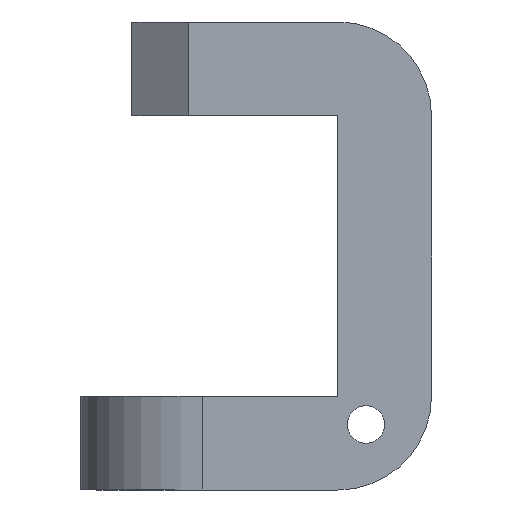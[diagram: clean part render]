
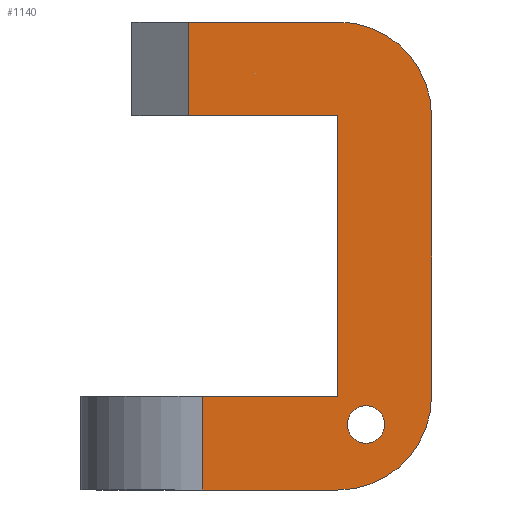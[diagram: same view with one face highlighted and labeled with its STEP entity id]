
A CAD part, left-side view. The second image highlights one B-rep face of the part: STEP entity #1140.
In plain terms, the highlighted planar face has unit normal (-1, 0, 0).
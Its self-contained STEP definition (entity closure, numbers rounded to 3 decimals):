
#53=FACE_BOUND('',#164,.T.);
#54=FACE_BOUND('',#165,.T.);
#164=EDGE_LOOP('',(#1011));
#165=EDGE_LOOP('',(#1012,#1013,#1014,#1015,#1016,#1017,#1018,#1019,#1020,
#1021));
#192=CIRCLE('',#1179,4.);
#204=CIRCLE('',#1200,20.);
#214=CIRCLE('',#1220,20.);
#240=LINE('',#1636,#355);
#259=LINE('',#1689,#374);
#320=LINE('',#1881,#435);
#326=LINE('',#1894,#441);
#327=LINE('',#1896,#442);
#328=LINE('',#1898,#443);
#329=LINE('',#1900,#444);
#330=LINE('',#1901,#445);
#355=VECTOR('',#1297,29.);
#374=VECTOR('',#1338,60.);
#435=VECTOR('',#1547,32.);
#441=VECTOR('',#1557,20.);
#442=VECTOR('',#1558,32.);
#443=VECTOR('',#1559,60.);
#444=VECTOR('',#1560,29.);
#445=VECTOR('',#1561,20.);
#474=VERTEX_POINT('',#1633);
#475=VERTEX_POINT('',#1635);
#497=VERTEX_POINT('',#1686);
#498=VERTEX_POINT('',#1688);
#503=VERTEX_POINT('',#1703);
#535=VERTEX_POINT('',#1805);
#555=VERTEX_POINT('',#1879);
#560=VERTEX_POINT('',#1893);
#561=VERTEX_POINT('',#1895);
#562=VERTEX_POINT('',#1897);
#563=VERTEX_POINT('',#1899);
#589=EDGE_CURVE('',#474,#475,#240,.T.);
#616=EDGE_CURVE('',#497,#498,#259,.T.);
#623=EDGE_CURVE('',#503,#503,#192,.T.);
#649=EDGE_CURVE('',#498,#474,#204,.T.);
#675=EDGE_CURVE('',#535,#497,#214,.T.);
#711=EDGE_CURVE('',#555,#535,#320,.T.);
#717=EDGE_CURVE('',#560,#555,#326,.T.);
#718=EDGE_CURVE('',#561,#560,#327,.T.);
#719=EDGE_CURVE('',#562,#561,#328,.T.);
#720=EDGE_CURVE('',#563,#562,#329,.T.);
#721=EDGE_CURVE('',#475,#563,#330,.T.);
#1011=ORIENTED_EDGE('',*,*,#623,.T.);
#1012=ORIENTED_EDGE('',*,*,#649,.F.);
#1013=ORIENTED_EDGE('',*,*,#616,.F.);
#1014=ORIENTED_EDGE('',*,*,#675,.F.);
#1015=ORIENTED_EDGE('',*,*,#711,.F.);
#1016=ORIENTED_EDGE('',*,*,#717,.F.);
#1017=ORIENTED_EDGE('',*,*,#718,.F.);
#1018=ORIENTED_EDGE('',*,*,#719,.F.);
#1019=ORIENTED_EDGE('',*,*,#720,.F.);
#1020=ORIENTED_EDGE('',*,*,#721,.F.);
#1021=ORIENTED_EDGE('',*,*,#589,.F.);
#1085=PLANE('',#1248);
#1140=ADVANCED_FACE('',(#53,#54),#1085,.F.);
#1179=AXIS2_PLACEMENT_3D('',#1704,#1354,#1355);
#1200=AXIS2_PLACEMENT_3D('',#1755,#1410,#1411);
#1220=AXIS2_PLACEMENT_3D('',#1807,#1466,#1467);
#1248=AXIS2_PLACEMENT_3D('',#1892,#1555,#1556);
#1297=DIRECTION('',(0.,1.,0.));
#1338=DIRECTION('',(0.,0.,-1.));
#1354=DIRECTION('center_axis',(1.,0.,0.));
#1355=DIRECTION('ref_axis',(0.,0.,-1.));
#1410=DIRECTION('center_axis',(1.,0.,0.));
#1411=DIRECTION('ref_axis',(0.,-0.707,-0.707));
#1466=DIRECTION('center_axis',(1.,0.,0.));
#1467=DIRECTION('ref_axis',(0.,-0.707,0.707));
#1547=DIRECTION('',(0.,-1.,0.));
#1555=DIRECTION('center_axis',(1.,0.,0.));
#1556=DIRECTION('ref_axis',(0.,0.,-1.));
#1557=DIRECTION('',(0.,0.,1.));
#1558=DIRECTION('',(0.,1.,0.));
#1559=DIRECTION('',(0.,0.,1.));
#1560=DIRECTION('',(0.,-1.,0.));
#1561=DIRECTION('',(0.,0.,1.));
#1633=CARTESIAN_POINT('',(-26.,-29.,0.));
#1635=CARTESIAN_POINT('',(-26.,0.,0.));
#1636=CARTESIAN_POINT('',(-26.,-49.,0.));
#1686=CARTESIAN_POINT('',(-26.,-49.,80.));
#1688=CARTESIAN_POINT('',(-26.,-49.,20.));
#1689=CARTESIAN_POINT('',(-26.,-49.,100.));
#1703=CARTESIAN_POINT('',(-26.,-35.,18.));
#1704=CARTESIAN_POINT('Origin',(-26.,-35.,14.));
#1755=CARTESIAN_POINT('Origin',(-26.,-29.,20.));
#1805=CARTESIAN_POINT('',(-26.,-29.,100.));
#1807=CARTESIAN_POINT('Origin',(-26.,-29.,80.));
#1879=CARTESIAN_POINT('',(-26.,3.,100.));
#1881=CARTESIAN_POINT('',(-26.,15.,100.));
#1892=CARTESIAN_POINT('Origin',(-26.,-24.241,53.109));
#1893=CARTESIAN_POINT('',(-26.,3.,80.));
#1894=CARTESIAN_POINT('',(-26.,3.,76.554));
#1895=CARTESIAN_POINT('',(-26.,-29.,80.));
#1896=CARTESIAN_POINT('',(-26.,-29.,80.));
#1897=CARTESIAN_POINT('',(-26.,-29.,20.));
#1898=CARTESIAN_POINT('',(-26.,-29.,20.));
#1899=CARTESIAN_POINT('',(-26.,0.,20.));
#1900=CARTESIAN_POINT('',(-26.,0.,20.));
#1901=CARTESIAN_POINT('',(-26.,0.,0.));
